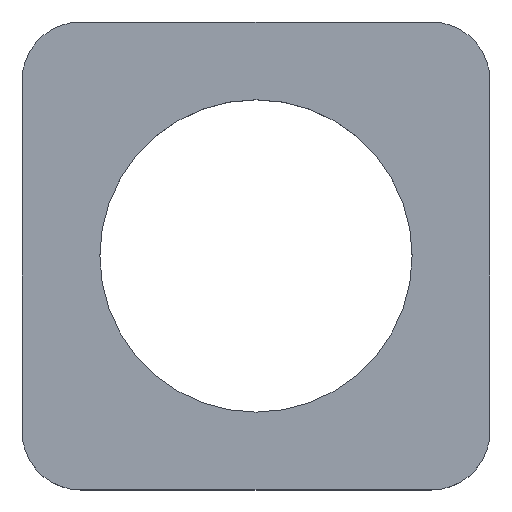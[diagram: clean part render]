
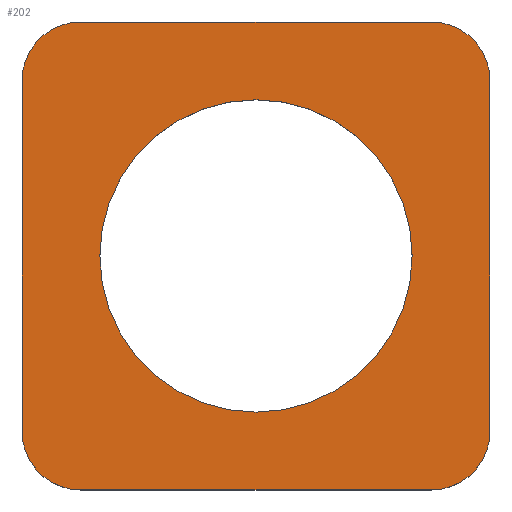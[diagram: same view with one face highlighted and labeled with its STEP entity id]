
A CAD part, top view. The second image highlights one B-rep face of the part: STEP entity #202.
In plain terms, the highlighted planar face has unit normal (0, 0, 1).
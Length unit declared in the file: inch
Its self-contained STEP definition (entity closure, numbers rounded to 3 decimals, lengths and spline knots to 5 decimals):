
#17=FACE_BOUND('',#48,.T.);
#23=PLANE('',#243);
#34=FACE_OUTER_BOUND('',#47,.T.);
#47=EDGE_LOOP('',(#178,#179,#180,#181,#182,#183,#184,#185));
#48=EDGE_LOOP('',(#186));
#55=LINE('',#332,#71);
#61=LINE('',#347,#77);
#63=LINE('',#356,#79);
#64=LINE('',#358,#80);
#71=VECTOR('',#270,0.3937);
#77=VECTOR('',#286,0.3937);
#79=VECTOR('',#298,0.3937);
#80=VECTOR('',#301,0.3937);
#81=CIRCLE('',#224,0.5);
#87=CIRCLE('',#233,0.5);
#88=CIRCLE('',#235,0.5);
#89=CIRCLE('',#238,0.5);
#90=CIRCLE('',#240,1.335);
#91=VERTEX_POINT('',#306);
#92=VERTEX_POINT('',#307);
#102=VERTEX_POINT('',#331);
#103=VERTEX_POINT('',#335);
#104=VERTEX_POINT('',#339);
#105=VERTEX_POINT('',#340);
#106=VERTEX_POINT('',#345);
#107=VERTEX_POINT('',#349);
#108=VERTEX_POINT('',#353);
#109=EDGE_CURVE('',#91,#92,#81,.T.);
#121=EDGE_CURVE('',#102,#92,#55,.T.);
#123=EDGE_CURVE('',#102,#103,#87,.T.);
#125=EDGE_CURVE('',#104,#105,#88,.T.);
#129=EDGE_CURVE('',#104,#106,#61,.T.);
#130=EDGE_CURVE('',#107,#106,#89,.T.);
#132=EDGE_CURVE('',#108,#108,#90,.T.);
#133=EDGE_CURVE('',#107,#103,#63,.T.);
#134=EDGE_CURVE('',#91,#105,#64,.T.);
#178=ORIENTED_EDGE('',*,*,#109,.F.);
#179=ORIENTED_EDGE('',*,*,#134,.T.);
#180=ORIENTED_EDGE('',*,*,#125,.F.);
#181=ORIENTED_EDGE('',*,*,#129,.T.);
#182=ORIENTED_EDGE('',*,*,#130,.F.);
#183=ORIENTED_EDGE('',*,*,#133,.T.);
#184=ORIENTED_EDGE('',*,*,#123,.F.);
#185=ORIENTED_EDGE('',*,*,#121,.T.);
#186=ORIENTED_EDGE('',*,*,#132,.T.);
#202=ADVANCED_FACE('',(#34,#17),#23,.T.);
#224=AXIS2_PLACEMENT_3D('',#308,#248,#249);
#233=AXIS2_PLACEMENT_3D('',#336,#274,#275);
#235=AXIS2_PLACEMENT_3D('',#341,#279,#280);
#238=AXIS2_PLACEMENT_3D('',#350,#289,#290);
#240=AXIS2_PLACEMENT_3D('',#354,#294,#295);
#243=AXIS2_PLACEMENT_3D('',#359,#302,#303);
#248=DIRECTION('center_axis',(0.,0.,-1.));
#249=DIRECTION('ref_axis',(-0.707,-0.707,0.));
#270=DIRECTION('',(0.,-1.,0.));
#274=DIRECTION('center_axis',(0.,0.,-1.));
#275=DIRECTION('ref_axis',(-0.707,0.707,0.));
#279=DIRECTION('center_axis',(0.,0.,-1.));
#280=DIRECTION('ref_axis',(0.707,-0.707,0.));
#286=DIRECTION('',(0.,1.,0.));
#289=DIRECTION('center_axis',(0.,0.,-1.));
#290=DIRECTION('ref_axis',(0.707,0.707,0.));
#294=DIRECTION('center_axis',(0.,0.,-1.));
#295=DIRECTION('ref_axis',(-1.,0.,0.));
#298=DIRECTION('',(-1.,0.,0.));
#301=DIRECTION('',(1.,0.,0.));
#302=DIRECTION('center_axis',(0.,0.,1.));
#303=DIRECTION('ref_axis',(1.,0.,0.));
#306=CARTESIAN_POINT('',(-1.5,-2.,0.5));
#307=CARTESIAN_POINT('',(-2.,-1.5,0.5));
#308=CARTESIAN_POINT('Origin',(-1.5,-1.5,0.5));
#331=CARTESIAN_POINT('',(-2.,1.5,0.5));
#332=CARTESIAN_POINT('',(-2.,-2.,0.5));
#335=CARTESIAN_POINT('',(-1.5,2.,0.5));
#336=CARTESIAN_POINT('Origin',(-1.5,1.5,0.5));
#339=CARTESIAN_POINT('',(2.,-1.5,0.5));
#340=CARTESIAN_POINT('',(1.5,-2.,0.5));
#341=CARTESIAN_POINT('Origin',(1.5,-1.5,0.5));
#345=CARTESIAN_POINT('',(2.,1.5,0.5));
#347=CARTESIAN_POINT('',(2.,2.,0.5));
#349=CARTESIAN_POINT('',(1.5,2.,0.5));
#350=CARTESIAN_POINT('Origin',(1.5,1.5,0.5));
#353=CARTESIAN_POINT('',(1.335,0.,0.5));
#354=CARTESIAN_POINT('Origin',(0.,0.,0.5));
#356=CARTESIAN_POINT('',(-2.,2.,0.5));
#358=CARTESIAN_POINT('',(2.,-2.,0.5));
#359=CARTESIAN_POINT('Origin',(0.,0.,
0.5));
